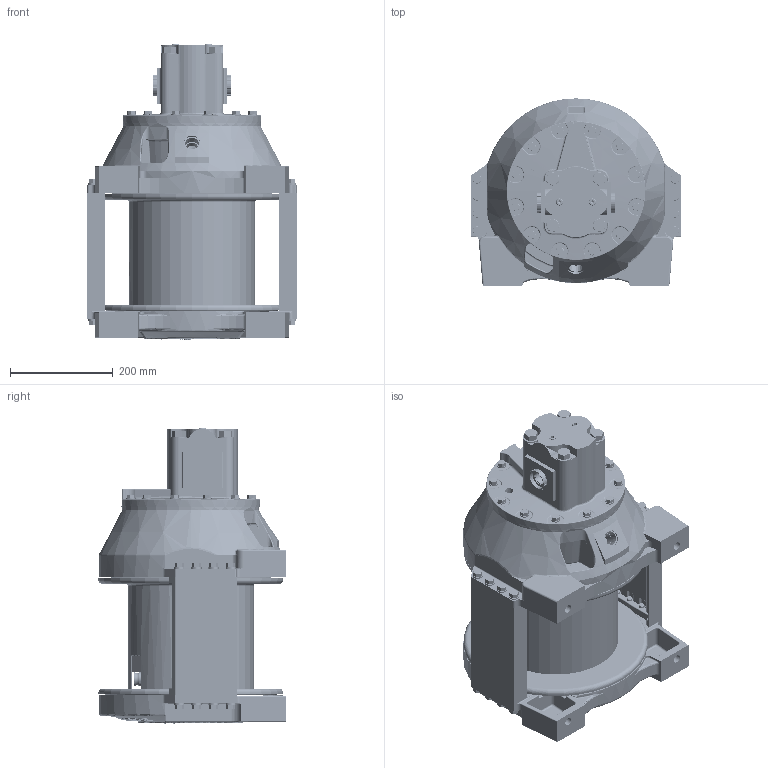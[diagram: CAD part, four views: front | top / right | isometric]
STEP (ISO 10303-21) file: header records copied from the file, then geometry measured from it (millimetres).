
FILE_DESCRIPTION((''),'2;1');
FILE_NAME('TWG-TEMP','2020-10-12T00:32:20',('Administrator'),(''),'CREO PARAMETRIC BY PTC INC, 2019292','CREO PARAMETRIC BY PTC INC, 2019292','');
FILE_SCHEMA(('AUTOMOTIVE_DESIGN { 1 0 10303 214 1 1 1 1 }'));
Length unit declared in the file: inch
Products named in the file (1): TWG-TEMP
Bounding box: 406.4 x 363.54 x 574.39 mm (x, y, z)
Volume: 539.7 mm3; surface area: 2436103.9 mm2
Topology: 1 solids, 167 shells, 4626 faces, 13722 edges, 9140 vertices
Faces by surface type: plane 1676, cylinder 1159, bspline 563, torus 451, cone 447, extrusion 315, sphere 15
Entity records: 255337 total; most frequent: CARTESIAN_POINT 106157, ORIENTED_EDGE 24082, DIRECTION 21493, EDGE_CURVE 13625, VERTEX_POINT 9140, AXIS2_PLACEMENT_3D 7495, VECTOR 6500, LINE 6185
